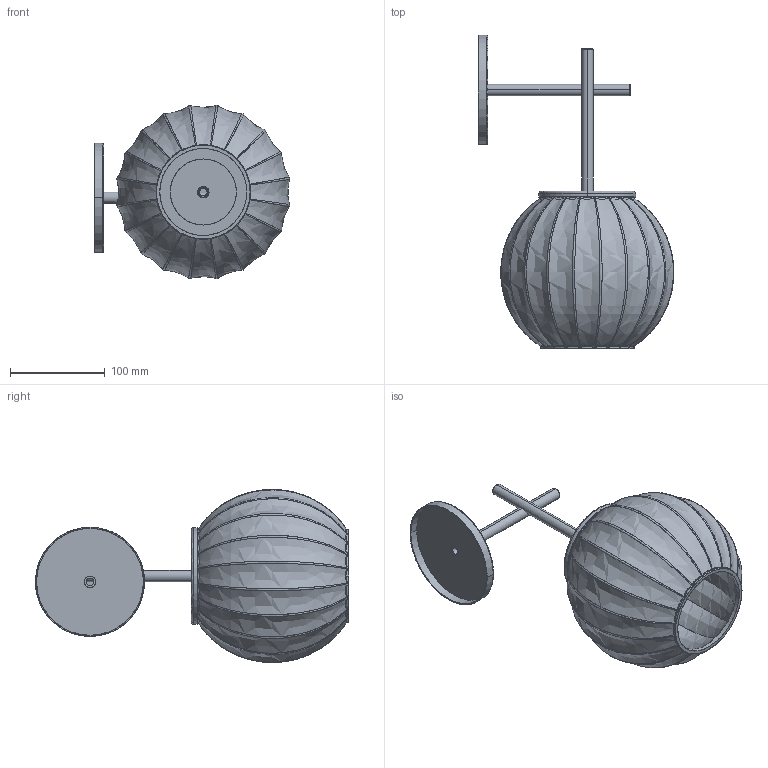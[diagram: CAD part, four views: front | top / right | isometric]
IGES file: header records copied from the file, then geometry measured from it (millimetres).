
Start section: SolidWorks IGES file using analytic representation for surfaces
Global section: file name: Conjunto Mei aplique pantalla A.IGS; native system: SolidWorks 2020; preprocessor: SolidWorks 2020; author: gerard; date: 200609.155035; units: millimetre
Bounding box: 206.3 x 330.03 x 182.47 mm (x, y, z)
Surface area: 254128.5 mm2 (no closed solid volume)
Topology: 0 solids, 0 shells, 195 faces, 3620 edges, 3620 vertices
Faces by surface type: bspline 165, revolution 30
